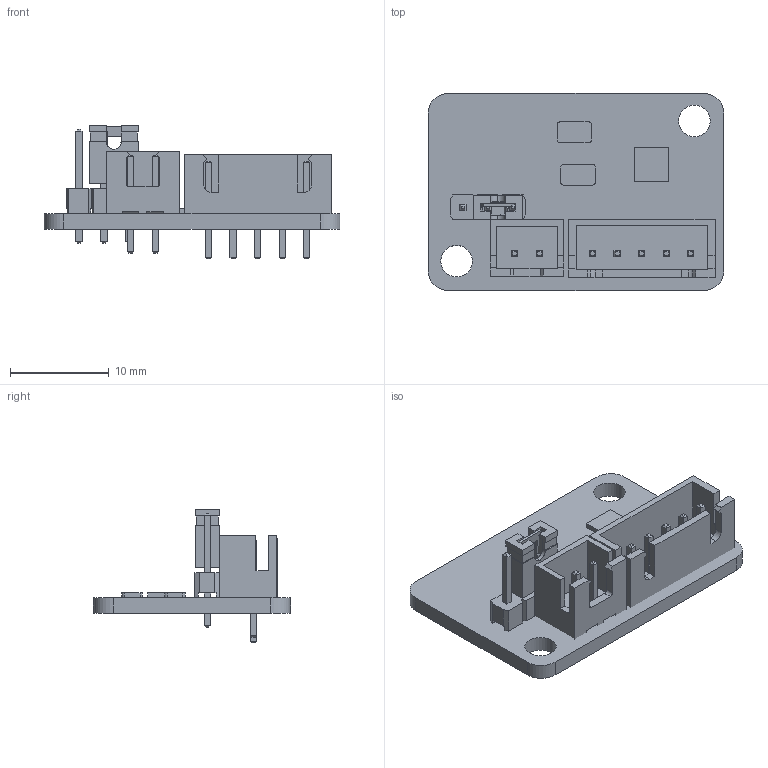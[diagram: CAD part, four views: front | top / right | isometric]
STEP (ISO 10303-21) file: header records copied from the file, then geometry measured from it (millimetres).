
FILE_DESCRIPTION(('FreeCAD Model'),'2;1');
FILE_NAME('Open CASCADE Shape Model','2021-07-18T09:34:59',(''),(''), 'Open CASCADE STEP processor 7.5','FreeCAD','Unknown');
FILE_SCHEMA(('AUTOMOTIVE_DESIGN { 1 0 10303 214 1 1 1 1 }'));
Length unit declared in the file: millimetre
Products named in the file (5): Unnamed4; ff_001; hg_001; njh_001; jhh_001
Assembly tree (4 placements, depth 2):
  Unnamed4
    ff_001
    hg_001
    njh_001
    jhh_001
Bounding box: 30 x 20 x 13.59 mm (x, y, z)
Volume: 1457.2 mm3; surface area: 2959.3 mm2
Topology: 8 solids, 9 shells, 504 faces, 1290 edges, 820 vertices
Faces by surface type: plane 430, bspline 46, cylinder 28
Full cylindrical faces by diameter (mm): 0.956 x10, 3.2 x2
Entity records: 31529 total; most frequent: CARTESIAN_POINT 8869, DIRECTION 3078, ORIENTED_EDGE 2580, PCURVE 2580, DEFINITIONAL_REPRESENTATION 2580, LINE 2014, VECTOR 2014, B_SPLINE_CURVE_WITH_KNOTS 1584
